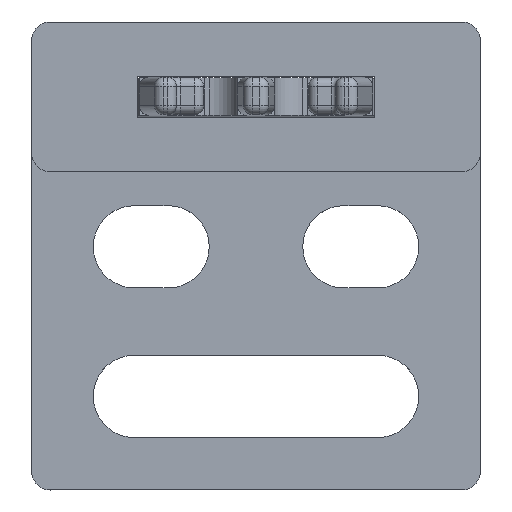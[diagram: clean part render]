
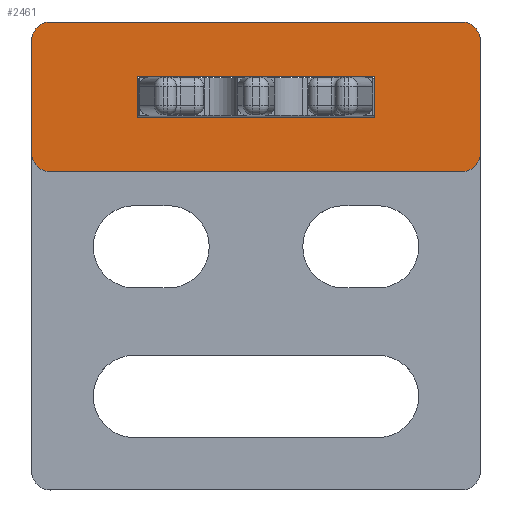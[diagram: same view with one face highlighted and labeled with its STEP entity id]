
A CAD part, top view. The second image highlights one B-rep face of the part: STEP entity #2461.
In plain terms, the highlighted planar face has unit normal (0, 0, 1).
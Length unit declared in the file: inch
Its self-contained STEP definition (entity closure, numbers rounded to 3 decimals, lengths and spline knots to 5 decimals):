
#5 = CARTESIAN_POINT ( 'NONE',  ( -0.43307, 0.69291, 0.53543 ) ) ;
#34 = CARTESIAN_POINT ( 'NONE',  ( -0.25, 0.76771, 0.53543 ) ) ;
#188 = EDGE_LOOP ( 'NONE', ( #2271, #2967, #2085, #3955, #2545, #1032, #1248, #1819 ) ) ;
#336 = CARTESIAN_POINT ( 'NONE',  ( -0.47244, 0.76771, 0.53543 ) ) ;
#456 = EDGE_CURVE ( 'NONE', #3552, #4803, #4237, .T. ) ;
#466 = LINE ( 'NONE', #1993, #3264 ) ;
#518 = EDGE_LOOP ( 'NONE', ( #2000, #3295, #3680, #970 ) ) ;
#633 = PLANE ( 'NONE',  #4122 ) ;
#636 = CIRCLE ( 'NONE', #3886, 0.03937 ) ;
#702 = DIRECTION ( 'NONE',  ( 0., 1., 0. ) ) ;
#715 = EDGE_CURVE ( 'NONE', #1067, #2277, #2691, .T. ) ;
#749 = VECTOR ( 'NONE', #3972, 39.37008 ) ;
#804 = DIRECTION ( 'NONE',  ( 1., 0., 0. ) ) ;
#837 = EDGE_CURVE ( 'NONE', #2971, #3919, #1368, .T. ) ;
#838 = DIRECTION ( 'NONE',  ( 0., 0., 1. ) ) ;
#849 = EDGE_CURVE ( 'NONE', #2385, #2971, #1100, .T. ) ;
#857 = VERTEX_POINT ( 'NONE', #1485 ) ;
#867 = EDGE_CURVE ( 'NONE', #857, #3456, #3790, .T. ) ;
#899 = EDGE_CURVE ( 'NONE', #4803, #2385, #636, .T. ) ;
#931 = CARTESIAN_POINT ( 'NONE',  ( -0.43307, 0.92913, 0.53543 ) ) ;
#970 = ORIENTED_EDGE ( 'NONE', *, *, #2235, .T. ) ;
#1032 = ORIENTED_EDGE ( 'NONE', *, *, #715, .T. ) ;
#1067 = VERTEX_POINT ( 'NONE', #1654 ) ;
#1074 = CARTESIAN_POINT ( 'NONE',  ( -0.47244, 0.9685, 0.53543 ) ) ;
#1100 = LINE ( 'NONE', #1074, #2429 ) ;
#1151 = DIRECTION ( 'NONE',  ( -1., 0., 0. ) ) ;
#1152 = VERTEX_POINT ( 'NONE', #3357 ) ;
#1248 = ORIENTED_EDGE ( 'NONE', *, *, #1484, .T. ) ;
#1253 = LINE ( 'NONE', #3236, #749 ) ;
#1354 = CARTESIAN_POINT ( 'NONE',  ( 0.25, 0.85433, 0.53543 ) ) ;
#1368 = CIRCLE ( 'NONE', #1939, 0.03937 ) ;
#1427 = CARTESIAN_POINT ( 'NONE',  ( -0.47244, 0.81102, 0.53543 ) ) ;
#1473 = VECTOR ( 'NONE', #702, 39.37008 ) ;
#1484 = EDGE_CURVE ( 'NONE', #2277, #3552, #3932, .T. ) ;
#1485 = CARTESIAN_POINT ( 'NONE',  ( 0.25, 0.76771, 0.53543 ) ) ;
#1543 = CARTESIAN_POINT ( 'NONE',  ( -0.43307, 0.9685, 0.53543 ) ) ;
#1559 = DIRECTION ( 'NONE',  ( -1., 0., 0. ) ) ;
#1654 = CARTESIAN_POINT ( 'NONE',  ( -0.43307, 0.65354, 0.53543 ) ) ;
#1739 = EDGE_CURVE ( 'NONE', #3456, #1152, #466, .T. ) ;
#1819 = ORIENTED_EDGE ( 'NONE', *, *, #456, .T. ) ;
#1836 = CARTESIAN_POINT ( 'NONE',  ( 0.43307, 0.92913, 0.53543 ) ) ;
#1837 = VERTEX_POINT ( 'NONE', #1354 ) ;
#1864 = EDGE_CURVE ( 'NONE', #3919, #3695, #1253, .T. ) ;
#1923 = CARTESIAN_POINT ( 'NONE',  ( -0.47244, 0.65354, 0.53543 ) ) ;
#1939 = AXIS2_PLACEMENT_3D ( 'NONE', #931, #2488, #2536 ) ;
#1967 = DIRECTION ( 'NONE',  ( 0., -1., 0. ) ) ;
#1988 = CARTESIAN_POINT ( 'NONE',  ( 0.47244, 0.92913, 0.53543 ) ) ;
#1993 = CARTESIAN_POINT ( 'NONE',  ( -0.25, 0.81102, 0.53543 ) ) ;
#2000 = ORIENTED_EDGE ( 'NONE', *, *, #4928, .T. ) ;
#2067 = AXIS2_PLACEMENT_3D ( 'NONE', #5, #838, #2394 ) ;
#2085 = ORIENTED_EDGE ( 'NONE', *, *, #837, .T. ) ;
#2235 = EDGE_CURVE ( 'NONE', #1152, #1837, #4639, .T. ) ;
#2254 = VECTOR ( 'NONE', #804, 39.37008 ) ;
#2271 = ORIENTED_EDGE ( 'NONE', *, *, #899, .T. ) ;
#2277 = VERTEX_POINT ( 'NONE', #3951 ) ;
#2385 = VERTEX_POINT ( 'NONE', #4400 ) ;
#2394 = DIRECTION ( 'NONE',  ( -1., 0., 0. ) ) ;
#2429 = VECTOR ( 'NONE', #1559, 39.37008 ) ;
#2461 = ADVANCED_FACE ( 'NONE', ( #2875, #2498 ), #633, .T. ) ;
#2488 = DIRECTION ( 'NONE',  ( 0., 0., 1. ) ) ;
#2498 = FACE_BOUND ( 'NONE', #518, .T. ) ;
#2509 = DIRECTION ( 'NONE',  ( 0., 0., 1. ) ) ;
#2536 = DIRECTION ( 'NONE',  ( -1., 0., 0. ) ) ;
#2545 = ORIENTED_EDGE ( 'NONE', *, *, #2676, .T. ) ;
#2676 = EDGE_CURVE ( 'NONE', #3695, #1067, #4418, .T. ) ;
#2691 = LINE ( 'NONE', #1923, #4184 ) ;
#2738 = CARTESIAN_POINT ( 'NONE',  ( -0.47244, 0.85433, 0.53543 ) ) ;
#2838 = CARTESIAN_POINT ( 'NONE',  ( 0.43307, 0.69291, 0.53543 ) ) ;
#2855 = CARTESIAN_POINT ( 'NONE',  ( 0.47244, 0.69291, 0.53543 ) ) ;
#2875 = FACE_OUTER_BOUND ( 'NONE', #188, .T. ) ;
#2967 = ORIENTED_EDGE ( 'NONE', *, *, #849, .T. ) ;
#2971 = VERTEX_POINT ( 'NONE', #1543 ) ;
#3183 = CARTESIAN_POINT ( 'NONE',  ( 0.25, 0.81102, 0.53543 ) ) ;
#3236 = CARTESIAN_POINT ( 'NONE',  ( -0.47244, 0.81102, 0.53543 ) ) ;
#3264 = VECTOR ( 'NONE', #3543, 39.37008 ) ;
#3295 = ORIENTED_EDGE ( 'NONE', *, *, #867, .T. ) ;
#3333 = DIRECTION ( 'NONE',  ( 1., 0., 0. ) ) ;
#3357 = CARTESIAN_POINT ( 'NONE',  ( -0.25, 0.85433, 0.53543 ) ) ;
#3388 = DIRECTION ( 'NONE',  ( 0., 0., 1. ) ) ;
#3406 = DIRECTION ( 'NONE',  ( 0., 0., 1. ) ) ;
#3456 = VERTEX_POINT ( 'NONE', #34 ) ;
#3476 = DIRECTION ( 'NONE',  ( 1., 0., 0. ) ) ;
#3481 = VECTOR ( 'NONE', #1151, 39.37008 ) ;
#3543 = DIRECTION ( 'NONE',  ( 0., 1., 0. ) ) ;
#3552 = VERTEX_POINT ( 'NONE', #2855 ) ;
#3680 = ORIENTED_EDGE ( 'NONE', *, *, #1739, .T. ) ;
#3695 = VERTEX_POINT ( 'NONE', #4949 ) ;
#3790 = LINE ( 'NONE', #336, #3481 ) ;
#3806 = VECTOR ( 'NONE', #1967, 39.37008 ) ;
#3886 = AXIS2_PLACEMENT_3D ( 'NONE', #1836, #3388, #4248 ) ;
#3896 = LINE ( 'NONE', #3183, #3806 ) ;
#3919 = VERTEX_POINT ( 'NONE', #3936 ) ;
#3932 = CIRCLE ( 'NONE', #4819, 0.03937 ) ;
#3936 = CARTESIAN_POINT ( 'NONE',  ( -0.47244, 0.92913, 0.53543 ) ) ;
#3951 = CARTESIAN_POINT ( 'NONE',  ( 0.43307, 0.65354, 0.53543 ) ) ;
#3955 = ORIENTED_EDGE ( 'NONE', *, *, #1864, .T. ) ;
#3972 = DIRECTION ( 'NONE',  ( 0., -1., 0. ) ) ;
#4056 = DIRECTION ( 'NONE',  ( -1., 0., 0. ) ) ;
#4122 = AXIS2_PLACEMENT_3D ( 'NONE', #1427, #3406, #3333 ) ;
#4184 = VECTOR ( 'NONE', #3476, 39.37008 ) ;
#4237 = LINE ( 'NONE', #4911, #1473 ) ;
#4248 = DIRECTION ( 'NONE',  ( -1., 0., 0. ) ) ;
#4400 = CARTESIAN_POINT ( 'NONE',  ( 0.43307, 0.9685, 0.53543 ) ) ;
#4418 = CIRCLE ( 'NONE', #2067, 0.03937 ) ;
#4639 = LINE ( 'NONE', #2738, #2254 ) ;
#4803 = VERTEX_POINT ( 'NONE', #1988 ) ;
#4819 = AXIS2_PLACEMENT_3D ( 'NONE', #2838, #2509, #4056 ) ;
#4911 = CARTESIAN_POINT ( 'NONE',  ( 0.47244, 0.81102, 0.53543 ) ) ;
#4928 = EDGE_CURVE ( 'NONE', #1837, #857, #3896, .T. ) ;
#4949 = CARTESIAN_POINT ( 'NONE',  ( -0.47244, 0.69291, 0.53543 ) ) ;
